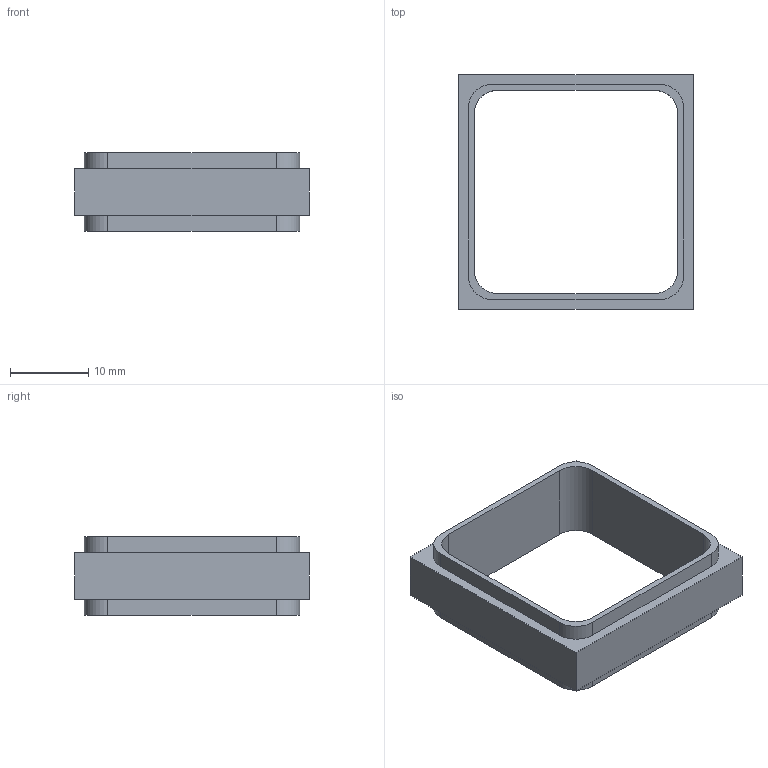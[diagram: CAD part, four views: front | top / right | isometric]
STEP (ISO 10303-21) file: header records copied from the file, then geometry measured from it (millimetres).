
FILE_DESCRIPTION(/* description */ (''),/* implementation_level */ '2;1');
FILE_NAME(/* name */ 'Entretoise V3 v1.step',/* time_stamp */ '2019-06-15T12:12:57+02:00',/* author */ (''),/* organization */ (''),/* preprocessor_version */ 'ST-DEVELOPER v18',/* originating_system */ 'Autodesk Translation Framework v8.2.0.1029',/* authorisation */ '');
FILE_SCHEMA (('AUTOMOTIVE_DESIGN { 1 0 10303 214 3 1 1 }'));
Length unit declared in the file: millimetre
Products named in the file (1): Entretoise V3
Bounding box: 30 x 30 x 10 mm (x, y, z)
Volume: 1711.4 mm3; surface area: 3849.5 mm2
Topology: 2 solids, 2 shells, 32 faces, 84 edges, 56 vertices
Faces by surface type: plane 20, cylinder 12
Entity records: 1032 total; most frequent: DIRECTION 174, CARTESIAN_POINT 173, ORIENTED_EDGE 168, EDGE_CURVE 84, LINE 60, VECTOR 60, AXIS2_PLACEMENT_3D 57, VERTEX_POINT 56
